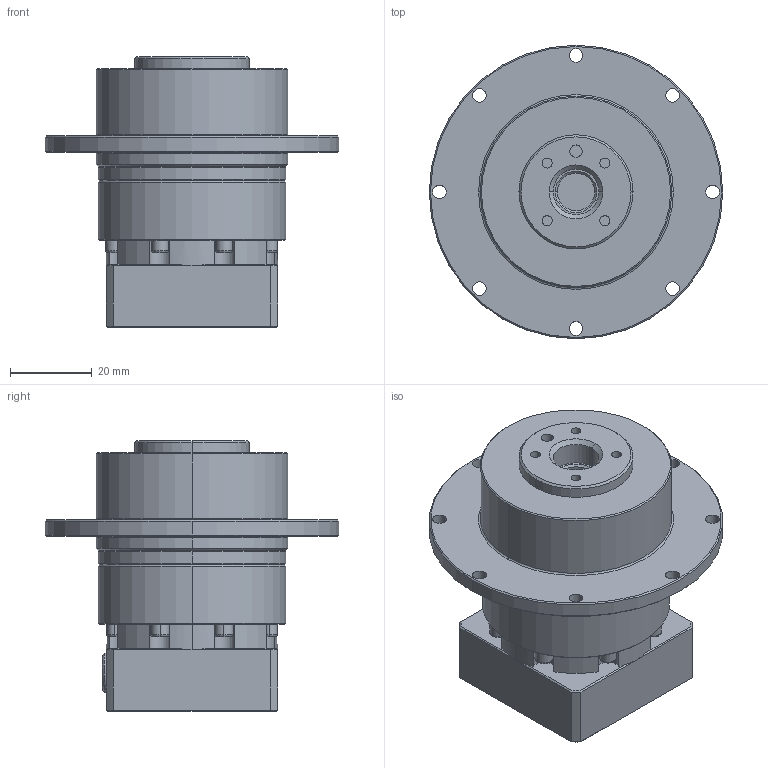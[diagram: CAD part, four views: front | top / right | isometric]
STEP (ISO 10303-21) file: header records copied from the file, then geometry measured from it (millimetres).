
FILE_DESCRIPTION (( 'STEP AP214' ), '1' );
FILE_NAME ('PGD047-05A1.STEP', '2015-07-01T19:30:05', ( '' ), ( '' ), 'SwSTEP 2.0', 'SolidWorks 2015', '' );
FILE_SCHEMA (( 'AUTOMOTIVE_DESIGN' ));
Length unit declared in the file: millimetre
Products named in the file (1): PGD047-05A1
Bounding box: 72 x 72 x 66.5 mm (x, y, z)
Volume: 106659.9 mm3; surface area: 32258.3 mm2
Topology: 6 solids, 13 shells, 498 faces, 1174 edges, 754 vertices
Faces by surface type: plane 278, cylinder 147, cone 37, torus 36
Entity records: 14579 total; most frequent: CARTESIAN_POINT 2675, DIRECTION 2568, ORIENTED_EDGE 2348, EDGE_CURVE 1174, AXIS2_PLACEMENT_3D 931, VERTEX_POINT 754, LINE 706, VECTOR 706
